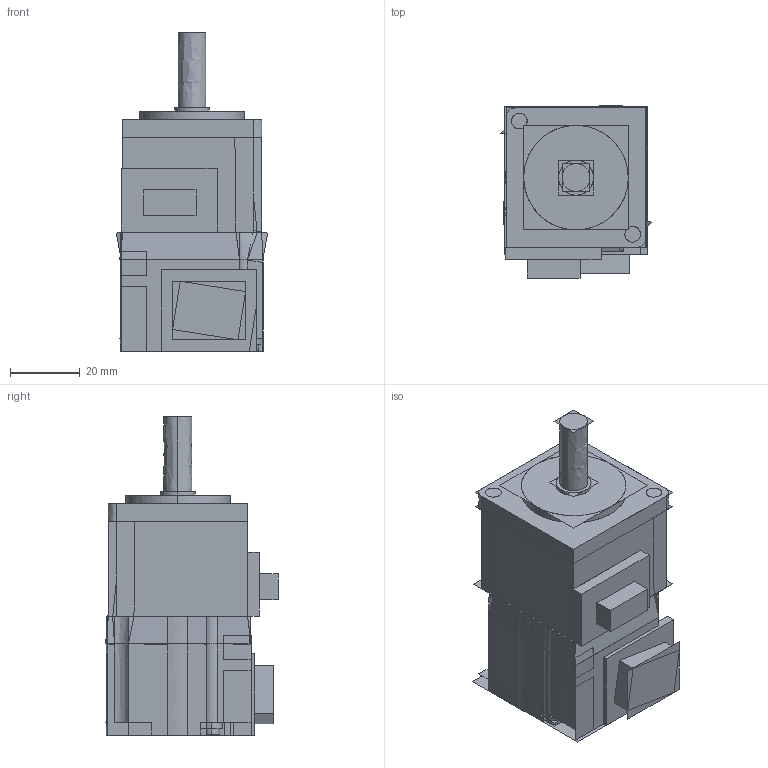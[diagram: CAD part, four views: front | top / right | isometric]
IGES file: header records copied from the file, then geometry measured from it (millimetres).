
Start section:  PTC IGES file: hg-mr053_.igs
Global section: file name: hg-mr053_.igs; native system: Pro/ENGINEER by Parametric Technology Corporation; preprocessor: 2009400; author: FJ93736; organization: Unknown; date: 20110923.120134; units: millimetre
Bounding box: 43.39 x 49.5 x 91.4 mm (x, y, z)
Surface area: 1053539.7 mm2
Topology: 1 solids, 1 shells, 360 faces, 2088 edges, 2839 vertices
Faces by surface type: bspline 360
